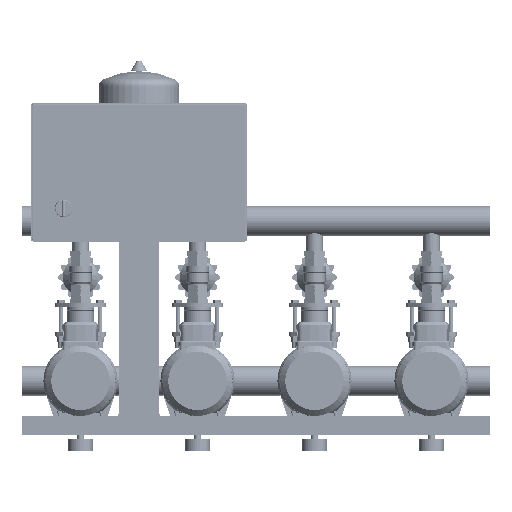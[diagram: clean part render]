
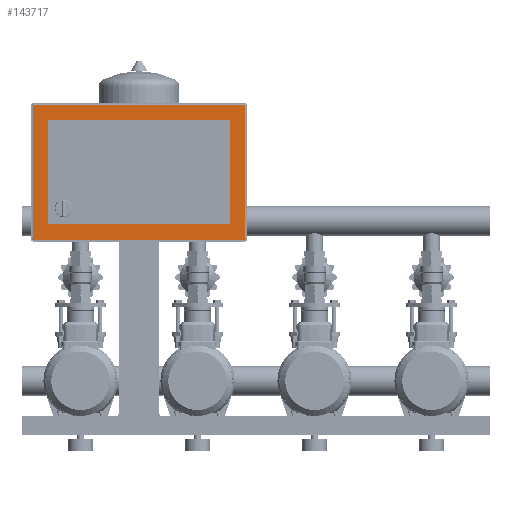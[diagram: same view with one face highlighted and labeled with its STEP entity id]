
A CAD part, front view. The second image highlights one B-rep face of the part: STEP entity #143717.
In plain terms, the highlighted planar face has unit normal (0, -1, 0).
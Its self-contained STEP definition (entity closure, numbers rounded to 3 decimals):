
#142423=CARTESIAN_POINT('',(67.,-401.95,848.0));
#142424=VERTEX_POINT('',#142423);
#142431=CARTESIAN_POINT('',(67.,-401.95,582.0));
#142432=VERTEX_POINT('',#142431);
#142433=CARTESIAN_POINT('',(67.,-401.95,582.0));
#142434=DIRECTION('',(0.0,0.0,1.0));
#142435=VECTOR('',#142434,266.0);
#142436=LINE('',#142433,#142435);
#142437=EDGE_CURVE('',#142432,#142424,#142436,.T.);
#142462=CARTESIAN_POINT('',(533.,-401.95,582.));
#142463=VERTEX_POINT('',#142462);
#142464=CARTESIAN_POINT('',(533.,-401.95,582.));
#142465=DIRECTION('',(-1.0,0.0,0.0));
#142466=VECTOR('',#142465,466.0);
#142467=LINE('',#142464,#142466);
#142468=EDGE_CURVE('',#142463,#142432,#142467,.T.);
#142493=CARTESIAN_POINT('',(533.0,-401.95,848.0));
#142494=VERTEX_POINT('',#142493);
#142495=CARTESIAN_POINT('',(533.0,-401.95,848.0));
#142496=DIRECTION('',(0.0,0.0,-1.0));
#142497=VECTOR('',#142496,266.);
#142498=LINE('',#142495,#142497);
#142499=EDGE_CURVE('',#142494,#142463,#142498,.T.);
#142522=CARTESIAN_POINT('',(67.,-401.95,848.0));
#142523=DIRECTION('',(1.0,0.0,0.0));
#142524=VECTOR('',#142523,466.0);
#142525=LINE('',#142522,#142524);
#142526=EDGE_CURVE('',#142424,#142494,#142525,.T.);
#143452=CARTESIAN_POINT('',(27.,-401.95,545.0));
#143453=VERTEX_POINT('',#143452);
#143461=CARTESIAN_POINT('',(27.0,-401.95,885.0));
#143462=VERTEX_POINT('',#143461);
#143463=CARTESIAN_POINT('',(27.,-401.95,545.0));
#143464=DIRECTION('',(0.0,0.0,1.0));
#143465=VECTOR('',#143464,340.0);
#143466=LINE('',#143463,#143465);
#143467=EDGE_CURVE('',#143453,#143462,#143466,.T.);
#143492=CARTESIAN_POINT('',(30.,-401.95,542.0));
#143493=VERTEX_POINT('',#143492);
#143501=CARTESIAN_POINT('',(30.,-401.95,545.0));
#143502=DIRECTION('',(0.,1.,0.));
#143503=DIRECTION('',(-0.707,0.,-0.707));
#143504=AXIS2_PLACEMENT_3D('',#143501,#143502,#143503);
#143505=CIRCLE('',#143504,3.);
#143506=EDGE_CURVE('',#143493,#143453,#143505,.T.);
#143518=CARTESIAN_POINT('',(30.0,-401.95,888.0));
#143519=VERTEX_POINT('',#143518);
#143537=CARTESIAN_POINT('',(30.0,-401.95,885.0));
#143538=DIRECTION('',(0.,1.0,0.));
#143539=DIRECTION('',(-0.707,0.,0.707));
#143540=AXIS2_PLACEMENT_3D('',#143537,#143538,#143539);
#143541=CIRCLE('',#143540,3.0);
#143542=EDGE_CURVE('',#143462,#143519,#143541,.T.);
#143552=CARTESIAN_POINT('',(570.,-401.95,542.0));
#143553=VERTEX_POINT('',#143552);
#143561=CARTESIAN_POINT('',(570.,-401.95,542.0));
#143562=DIRECTION('',(-1.0,0.0,0.0));
#143563=VECTOR('',#143562,540.0);
#143564=LINE('',#143561,#143563);
#143565=EDGE_CURVE('',#143553,#143493,#143564,.T.);
#143577=CARTESIAN_POINT('',(570.0,-401.95,888.0));
#143578=VERTEX_POINT('',#143577);
#143595=CARTESIAN_POINT('',(30.0,-401.95,888.0));
#143596=DIRECTION('',(1.0,0.0,0.0));
#143597=VECTOR('',#143596,540.0);
#143598=LINE('',#143595,#143597);
#143599=EDGE_CURVE('',#143519,#143578,#143598,.T.);
#143609=CARTESIAN_POINT('',(573.,-401.95,545.0));
#143610=VERTEX_POINT('',#143609);
#143618=CARTESIAN_POINT('',(570.,-401.95,545.0));
#143619=DIRECTION('',(0.,1.,0.));
#143620=DIRECTION('',(0.707,0.,-0.707));
#143621=AXIS2_PLACEMENT_3D('',#143618,#143619,#143620);
#143622=CIRCLE('',#143621,3.);
#143623=EDGE_CURVE('',#143610,#143553,#143622,.T.);
#143635=CARTESIAN_POINT('',(573.0,-401.95,885.0));
#143636=VERTEX_POINT('',#143635);
#143652=CARTESIAN_POINT('',(570.0,-401.95,885.0));
#143653=DIRECTION('',(0.,1.0,0.));
#143654=DIRECTION('',(0.707,0.,0.707));
#143655=AXIS2_PLACEMENT_3D('',#143652,#143653,#143654);
#143656=CIRCLE('',#143655,3.);
#143657=EDGE_CURVE('',#143578,#143636,#143656,.T.);
#143670=CARTESIAN_POINT('',(573.0,-401.95,885.0));
#143671=DIRECTION('',(0.0,0.0,-1.0));
#143672=VECTOR('',#143671,340.0);
#143673=LINE('',#143670,#143672);
#143674=EDGE_CURVE('',#143636,#143610,#143673,.T.);
#143696=CARTESIAN_POINT('',(300.,-401.95,715.0));
#143697=DIRECTION('',(0.0,-1.0,0.0));
#143698=DIRECTION('',(1.0,0.0,0.0));
#143699=AXIS2_PLACEMENT_3D('',#143696,#143697,#143698);
#143700=PLANE('',#143699);
#143701=ORIENTED_EDGE('',*,*,#143467,.F.);
#143702=ORIENTED_EDGE('',*,*,#143506,.F.);
#143703=ORIENTED_EDGE('',*,*,#143565,.F.);
#143704=ORIENTED_EDGE('',*,*,#143623,.F.);
#143705=ORIENTED_EDGE('',*,*,#143674,.F.);
#143706=ORIENTED_EDGE('',*,*,#143657,.F.);
#143707=ORIENTED_EDGE('',*,*,#143599,.F.);
#143708=ORIENTED_EDGE('',*,*,#143542,.F.);
#143709=EDGE_LOOP('',(#143701,#143702,#143703,#143704,#143705,#143706,#143707,#143708));
#143710=FACE_OUTER_BOUND('',#143709,.T.);
#143711=ORIENTED_EDGE('',*,*,#142437,.T.);
#143712=ORIENTED_EDGE('',*,*,#142526,.T.);
#143713=ORIENTED_EDGE('',*,*,#142499,.T.);
#143714=ORIENTED_EDGE('',*,*,#142468,.T.);
#143715=EDGE_LOOP('',(#143711,#143712,#143713,#143714));
#143716=FACE_BOUND('',#143715,.T.);
#143717=ADVANCED_FACE('',(#143710,#143716),#143700,.T.);
